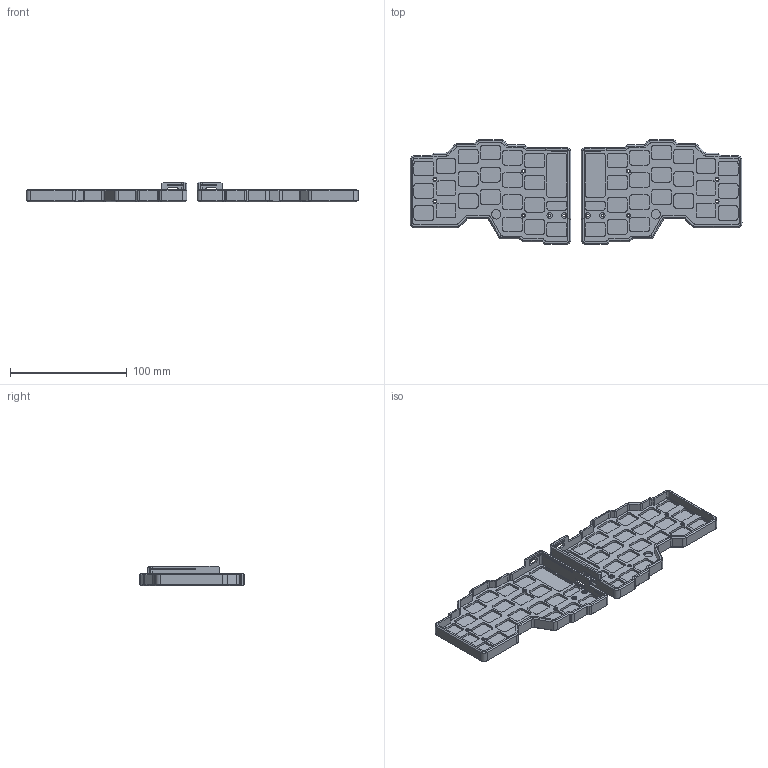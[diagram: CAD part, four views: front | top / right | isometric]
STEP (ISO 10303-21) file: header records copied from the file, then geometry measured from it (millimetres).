
FILE_DESCRIPTION(/* description */ (''),/* implementation_level */ '2;1');
FILE_NAME(/* name */ 'mriya-classic-fdm-v1.12.step',/* time_stamp */ '2025-03-23T18:56:10+03:00',/* author */ (''),/* organization */ (''),/* preprocessor_version */ 'ST-DEVELOPER v20',/* originating_system */ 'Autodesk Translation Framework v13.14.0.145',/* authorisation */ '');
FILE_SCHEMA (('AUTOMOTIVE_DESIGN { 1 0 10303 214 3 1 1 }'));
Length unit declared in the file: millimetre
Products named in the file (1): classic-new
Bounding box: 284.6 x 89.7 x 17.1 mm (x, y, z)
Volume: 70074.2 mm3; surface area: 62166.3 mm2
Topology: 2 solids, 2 shells, 1018 faces, 2568 edges, 1632 vertices
Faces by surface type: plane 538, cylinder 358, cone 122
Full cylindrical faces by diameter (mm): 2.3 x12, 3.4 x8, 4.8 x4, 8 x2, 8.2 x12
Entity records: 30501 total; most frequent: DIRECTION 5452, CARTESIAN_POINT 5219, ORIENTED_EDGE 5136, EDGE_CURVE 2568, AXIS2_PLACEMENT_3D 1865, LINE 1722, VECTOR 1722, VERTEX_POINT 1632
